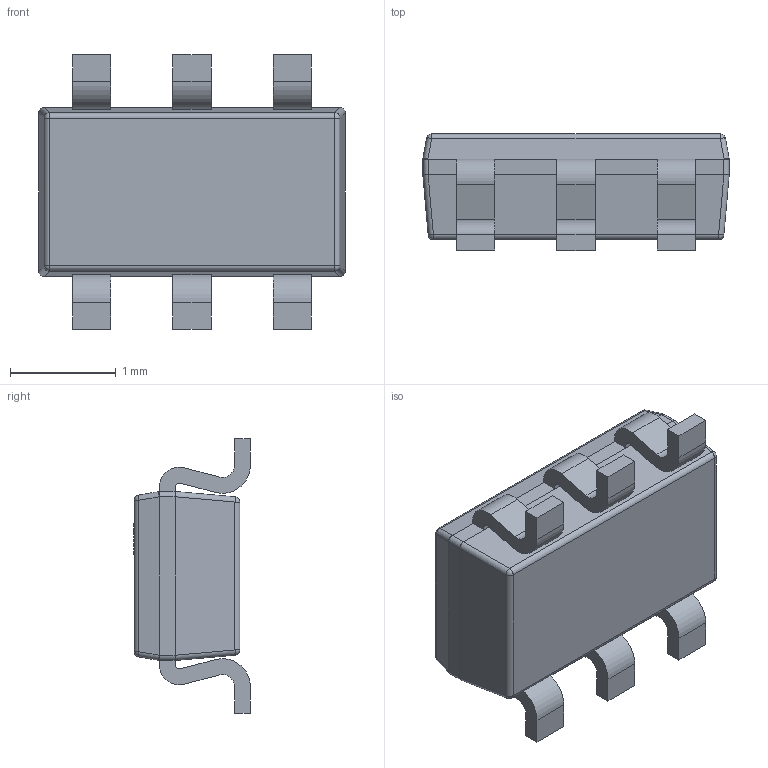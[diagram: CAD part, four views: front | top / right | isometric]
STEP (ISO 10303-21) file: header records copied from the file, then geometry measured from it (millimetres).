
FILE_DESCRIPTION(/* description */ (''),/* implementation_level */ '2;1');
FILE_NAME(/* name */ 'SC-74-6.step',/* time_stamp */ '2021-05-01T07:48:29-05:00',/* author */ (''),/* organization */ (''),/* preprocessor_version */ 'ST-DEVELOPER v18.1',/* originating_system */ 'Autodesk Translation Framework v9.10.0.1330',/* authorisation */ '');
FILE_SCHEMA (('AUTOMOTIVE_DESIGN { 1 0 10303 214 3 1 1 }'));
Length unit declared in the file: millimetre
Products named in the file (1): Document
Bounding box: 2.9 x 1.1 x 2.6 mm (x, y, z)
Volume: 0.5 mm3; surface area: 27.7 mm2
Topology: 7 solids, 8 shells, 129 faces, 303 edges, 186 vertices
Faces by surface type: plane 76, cylinder 45, sphere 8
Full cylindrical faces by diameter (mm): 0.3 x1
Entity records: 3686 total; most frequent: DIRECTION 649, CARTESIAN_POINT 619, ORIENTED_EDGE 598, EDGE_CURVE 303, LINE 217, VECTOR 217, AXIS2_PLACEMENT_3D 216, VERTEX_POINT 186
